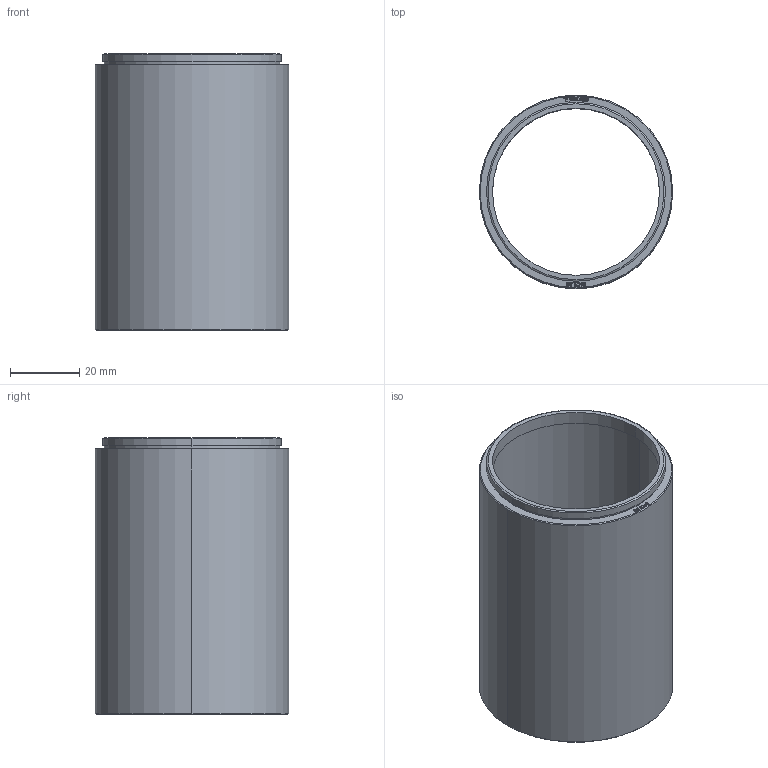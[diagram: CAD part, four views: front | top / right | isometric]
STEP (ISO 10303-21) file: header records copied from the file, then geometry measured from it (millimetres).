
FILE_DESCRIPTION (( 'STEP AP214' ), '1' );
FILE_NAME ('5156-E0W.STEP', '2015-12-23T16:14:04', ( '' ), ( '' ), 'SwSTEP 2.0', 'SolidWorks 2014', '' );
FILE_SCHEMA (( 'AUTOMOTIVE_DESIGN' ));
Length unit declared in the file: inch
Products named in the file (1): 5156-E0W
Bounding box: 55.88 x 55.88 x 80.01 mm (x, y, z)
Volume: 28826.8 mm3; surface area: 29543.1 mm2
Topology: 2 solids, 2 shells, 300 faces, 799 edges, 528 vertices
Faces by surface type: bspline 162, plane 104, cone 18, cylinder 16
Entity records: 16732 total; most frequent: CARTESIAN_POINT 6382, ORIENTED_EDGE 1598, DIRECTION 803, EDGE_CURVE 799, VERTEX_POINT 528, VECTOR 409, LINE 409, B_SPLINE_CURVE_WITH_KNOTS 332
